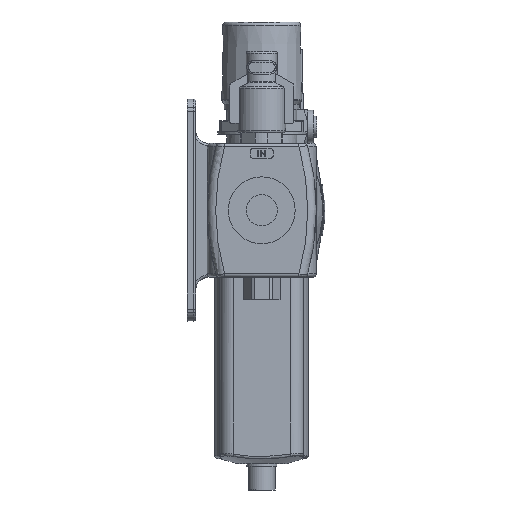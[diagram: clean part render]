
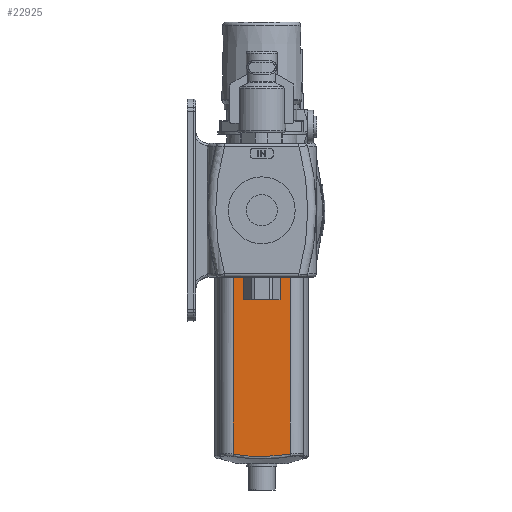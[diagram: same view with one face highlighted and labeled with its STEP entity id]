
A CAD part, left-side view. The second image highlights one B-rep face of the part: STEP entity #22925.
In plain terms, the highlighted planar face has unit normal (-1, 0, 0).
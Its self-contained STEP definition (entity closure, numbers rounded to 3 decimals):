
#591=B_SPLINE_CURVE_WITH_KNOTS('',3,(#33823,#33824,#33825,#33826,#33827,
#33828),.UNSPECIFIED.,.F.,.F.,(4,1,1,4),(-3.413,-2.438,
-1.463,0.),.UNSPECIFIED.);
#1668=LINE('',#32865,#2947);
#1756=LINE('',#33821,#3035);
#1757=LINE('',#33830,#3036);
#2947=VECTOR('',#26519,1000.);
#3035=VECTOR('',#26799,1000.);
#3036=VECTOR('',#26802,1000.);
#5828=ORIENTED_EDGE('',*,*,#9652,.F.);
#5829=ORIENTED_EDGE('',*,*,#9651,.F.);
#5830=ORIENTED_EDGE('',*,*,#9469,.F.);
#5831=ORIENTED_EDGE('',*,*,#9653,.T.);
#9469=EDGE_CURVE('',#11601,#11590,#1668,.T.);
#9651=EDGE_CURVE('',#11590,#11714,#1756,.T.);
#9652=EDGE_CURVE('',#11714,#11715,#591,.T.);
#9653=EDGE_CURVE('',#11601,#11715,#1757,.T.);
#11590=VERTEX_POINT('',#32843);
#11601=VERTEX_POINT('',#32864);
#11714=VERTEX_POINT('',#33820);
#11715=VERTEX_POINT('',#33829);
#13646=EDGE_LOOP('',(#5828,#5829,#5830,#5831));
#14853=FACE_BOUND('',#13646,.T.);
#15759=PLANE('',#24173);
#22925=ADVANCED_FACE('',(#14853),#15759,.T.);
#24173=AXIS2_PLACEMENT_3D('',#33822,#26800,#26801);
#26519=DIRECTION('',(0.,-1.,0.));
#26799=DIRECTION('',(0.,0.,-1.));
#26800=DIRECTION('',(-1.,0.,0.));
#26801=DIRECTION('',(0.,0.,1.));
#26802=DIRECTION('',(0.,0.,-1.));
#32843=CARTESIAN_POINT('',(-26.,-17.,-40.));
#32864=CARTESIAN_POINT('',(-26.,17.,-40.));
#32865=CARTESIAN_POINT('',(-26.,17.,-40.));
#33820=CARTESIAN_POINT('',(-26.,-17.,-145.742));
#33821=CARTESIAN_POINT('',(-26.,-17.,-40.));
#33822=CARTESIAN_POINT('',(-26.,17.,-40.));
#33823=CARTESIAN_POINT('',(-26.,-17.,-145.742));
#33824=CARTESIAN_POINT('',(-26.,-13.786,-146.233));
#33825=CARTESIAN_POINT('',(-26.,-7.327,-147.037));
#33826=CARTESIAN_POINT('',(-26.,4.065,-147.361));
#33827=CARTESIAN_POINT('',(-26.,12.18,-146.478));
#33828=CARTESIAN_POINT('',(-26.,17.,-145.742));
#33829=CARTESIAN_POINT('',(-26.,17.,-145.742));
#33830=CARTESIAN_POINT('',(-26.,17.,-40.));
